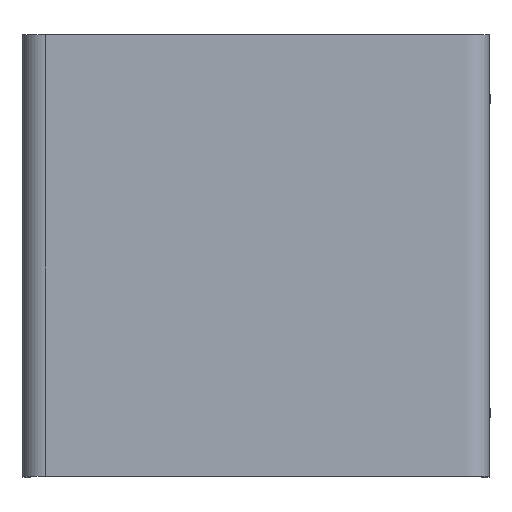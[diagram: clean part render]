
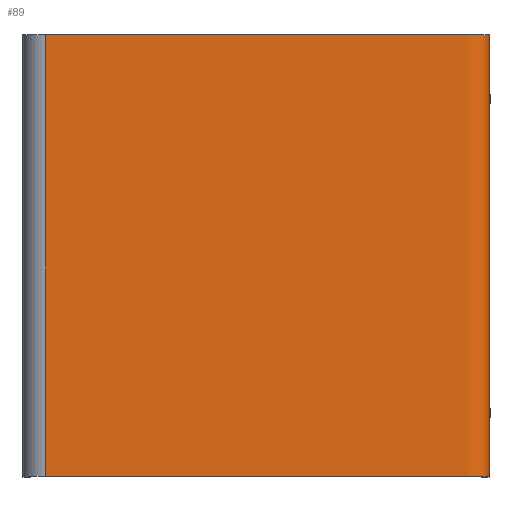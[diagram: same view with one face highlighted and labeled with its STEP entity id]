
A CAD part, top view. The second image highlights one B-rep face of the part: STEP entity #89.
In plain terms, the highlighted free-form (B-spline) face has degree [2, 1] with [7, 2] control points.
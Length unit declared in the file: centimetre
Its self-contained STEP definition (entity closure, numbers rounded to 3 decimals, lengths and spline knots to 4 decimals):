
#11=FACE_BOUND($,#212,.T.);
#12=FACE_BOUND($,#213,.T.);
#89=ADVANCED_FACE($,(#150,#11,#12),#716,.T.);
#150=FACE_OUTER_BOUND($,#211,.T.);
#211=EDGE_LOOP($,(#406,#407,#408,#409));
#212=EDGE_LOOP($,(#410,#411));
#213=EDGE_LOOP($,(#412,#413));
#406=ORIENTED_EDGE($,*,*,#574,.T.);
#407=ORIENTED_EDGE($,*,*,#570,.T.);
#408=ORIENTED_EDGE($,*,*,#564,.F.);
#409=ORIENTED_EDGE($,*,*,#566,.F.);
#410=ORIENTED_EDGE($,*,*,#578,.T.);
#411=ORIENTED_EDGE($,*,*,#591,.T.);
#412=ORIENTED_EDGE($,*,*,#594,.F.);
#413=ORIENTED_EDGE($,*,*,#581,.F.);
#564=EDGE_CURVE($,#650,#651,#833,.T.);
#566=EDGE_CURVE($,#652,#650,#761,.T.);
#570=EDGE_CURVE($,#656,#651,#763,.T.);
#574=EDGE_CURVE($,#652,#656,#838,.T.);
#578=EDGE_CURVE($,#660,#669,#765,.T.);
#581=EDGE_CURVE($,#662,#671,#767,.T.);
#591=EDGE_CURVE($,#669,#660,#773,.T.);
#594=EDGE_CURVE($,#671,#662,#775,.T.);
#650=VERTEX_POINT($,#1972);
#651=VERTEX_POINT($,#1973);
#652=VERTEX_POINT($,#1974);
#656=VERTEX_POINT($,#1978);
#660=VERTEX_POINT($,#1982);
#662=VERTEX_POINT($,#1984);
#669=VERTEX_POINT($,#1991);
#671=VERTEX_POINT($,#1993);
#716=(
BOUNDED_SURFACE()
B_SPLINE_SURFACE(2,1,((#1843,#1844),(#1845,#1846),(#1847,#1848),(#1849,#1850),
(#1851,#1852),(#1853,#1854),(#1855,#1856)),.UNSPECIFIED.,.F.,.F.,.F.)
B_SPLINE_SURFACE_WITH_KNOTS((3,2,2,3),(2,2),(-267.5686,-224.6686,
-222.3124,-164.6124),(0.,45.),.UNSPECIFIED.)
GEOMETRIC_REPRESENTATION_ITEM()
RATIONAL_B_SPLINE_SURFACE(((1.,1.),(1.,1.),(1.,1.),(0.707,0.707),
(1.,1.),(1.,1.),(1.,1.)))
REPRESENTATION_ITEM($)
SURFACE()
);
#761=(
BOUNDED_CURVE()
B_SPLINE_CURVE(2,(#1694,#1695,#1696,#1697,#1698,#1699,#1700),.UNSPECIFIED.,
.F.,.F.)
B_SPLINE_CURVE_WITH_KNOTS((3,2,2,3),(164.6124,222.3124,224.6686,
267.5686),.UNSPECIFIED.)
CURVE()
GEOMETRIC_REPRESENTATION_ITEM()
RATIONAL_B_SPLINE_CURVE((1.,1.,1.,0.707,1.,1.,1.))
REPRESENTATION_ITEM($)
);
#763=(
BOUNDED_CURVE()
B_SPLINE_CURVE(2,(#1716,#1717,#1718,#1719,#1720,#1721,#1722),.UNSPECIFIED.,
.F.,.F.)
B_SPLINE_CURVE_WITH_KNOTS((3,2,2,3),(164.6124,222.3124,224.6686,
267.5686),.UNSPECIFIED.)
CURVE()
GEOMETRIC_REPRESENTATION_ITEM()
RATIONAL_B_SPLINE_CURVE((1.,1.,1.,0.707,1.,1.,1.))
REPRESENTATION_ITEM($)
);
#765=(
BOUNDED_CURVE()
B_SPLINE_CURVE(2,(#1746,#1747,#1748,#1749,#1750),.UNSPECIFIED.,.F.,.F.)
B_SPLINE_CURVE_WITH_KNOTS((3,2,3),(0.,0.5497,1.0994),
.UNSPECIFIED.)
CURVE()
GEOMETRIC_REPRESENTATION_ITEM()
RATIONAL_B_SPLINE_CURVE((1.,0.707,1.,0.707,1.))
REPRESENTATION_ITEM($)
);
#767=(
BOUNDED_CURVE()
B_SPLINE_CURVE(2,(#1758,#1759,#1760,#1761,#1762),.UNSPECIFIED.,.F.,.F.)
B_SPLINE_CURVE_WITH_KNOTS((3,2,3),(0.,0.5497,1.0994),
.UNSPECIFIED.)
CURVE()
GEOMETRIC_REPRESENTATION_ITEM()
RATIONAL_B_SPLINE_CURVE((1.,0.707,1.,0.707,1.))
REPRESENTATION_ITEM($)
);
#773=(
BOUNDED_CURVE()
B_SPLINE_CURVE(2,(#1796,#1797,#1798,#1799,#1800),.UNSPECIFIED.,.F.,.F.)
B_SPLINE_CURVE_WITH_KNOTS((3,2,3),(1.0994,1.6491,2.1988),
.UNSPECIFIED.)
CURVE()
GEOMETRIC_REPRESENTATION_ITEM()
RATIONAL_B_SPLINE_CURVE((1.,0.707,1.,0.707,1.))
REPRESENTATION_ITEM($)
);
#775=(
BOUNDED_CURVE()
B_SPLINE_CURVE(2,(#1808,#1809,#1810,#1811,#1812),.UNSPECIFIED.,.F.,.F.)
B_SPLINE_CURVE_WITH_KNOTS((3,2,3),(1.0994,1.6491,2.1988),
.UNSPECIFIED.)
CURVE()
GEOMETRIC_REPRESENTATION_ITEM()
RATIONAL_B_SPLINE_CURVE((1.,0.707,1.,0.707,1.))
REPRESENTATION_ITEM($)
);
#833=B_SPLINE_CURVE_WITH_KNOTS($,1,(#1687,#1688),.UNSPECIFIED.,.F.,.F.,(2,
2),(0.,45.),.UNSPECIFIED.);
#838=B_SPLINE_CURVE_WITH_KNOTS($,1,(#1738,#1739),.UNSPECIFIED.,.F.,.F.,(2,
2),(0.,45.),.UNSPECIFIED.);
#1687=CARTESIAN_POINT($,(2.3,0.,60.));
#1688=CARTESIAN_POINT($,(2.3,45.,60.));
#1694=CARTESIAN_POINT($,(47.5,0.,0.));
#1695=CARTESIAN_POINT($,(47.5,0.,28.85));
#1696=CARTESIAN_POINT($,(47.5,0.,57.7));
#1697=CARTESIAN_POINT($,(47.5,0.,60.));
#1698=CARTESIAN_POINT($,(45.2,0.,60.));
#1699=CARTESIAN_POINT($,(23.75,0.,60.));
#1700=CARTESIAN_POINT($,(2.3,0.,60.));
#1716=CARTESIAN_POINT($,(47.5,45.,0.));
#1717=CARTESIAN_POINT($,(47.5,45.,28.85));
#1718=CARTESIAN_POINT($,(47.5,45.,57.7));
#1719=CARTESIAN_POINT($,(47.5,45.,60.));
#1720=CARTESIAN_POINT($,(45.2,45.,60.));
#1721=CARTESIAN_POINT($,(23.75,45.,60.));
#1722=CARTESIAN_POINT($,(2.3,45.,60.));
#1738=CARTESIAN_POINT($,(47.5,0.,0.));
#1739=CARTESIAN_POINT($,(47.5,45.,0.));
#1746=CARTESIAN_POINT($,(47.5,38.85,36.));
#1747=CARTESIAN_POINT($,(47.5,38.85,35.65));
#1748=CARTESIAN_POINT($,(47.5,38.5,35.65));
#1749=CARTESIAN_POINT($,(47.5,38.15,35.65));
#1750=CARTESIAN_POINT($,(47.5,38.15,36.));
#1758=CARTESIAN_POINT($,(47.5,6.15,36.));
#1759=CARTESIAN_POINT($,(47.5,6.15,35.65));
#1760=CARTESIAN_POINT($,(47.5,6.5,35.65));
#1761=CARTESIAN_POINT($,(47.5,6.85,35.65));
#1762=CARTESIAN_POINT($,(47.5,6.85,36.));
#1796=CARTESIAN_POINT($,(47.5,38.15,36.));
#1797=CARTESIAN_POINT($,(47.5,38.15,36.35));
#1798=CARTESIAN_POINT($,(47.5,38.5,36.35));
#1799=CARTESIAN_POINT($,(47.5,38.85,36.35));
#1800=CARTESIAN_POINT($,(47.5,38.85,36.));
#1808=CARTESIAN_POINT($,(47.5,6.85,36.));
#1809=CARTESIAN_POINT($,(47.5,6.85,36.35));
#1810=CARTESIAN_POINT($,(47.5,6.5,36.35));
#1811=CARTESIAN_POINT($,(47.5,6.15,36.35));
#1812=CARTESIAN_POINT($,(47.5,6.15,36.));
#1843=CARTESIAN_POINT($,(2.3,0.,60.));
#1844=CARTESIAN_POINT($,(2.3,45.,60.));
#1845=CARTESIAN_POINT($,(23.75,0.,60.));
#1846=CARTESIAN_POINT($,(23.75,45.,60.));
#1847=CARTESIAN_POINT($,(45.2,0.,60.));
#1848=CARTESIAN_POINT($,(45.2,45.,60.));
#1849=CARTESIAN_POINT($,(47.5,0.,60.));
#1850=CARTESIAN_POINT($,(47.5,45.,60.));
#1851=CARTESIAN_POINT($,(47.5,0.,57.7));
#1852=CARTESIAN_POINT($,(47.5,45.,57.7));
#1853=CARTESIAN_POINT($,(47.5,0.,28.85));
#1854=CARTESIAN_POINT($,(47.5,45.,28.85));
#1855=CARTESIAN_POINT($,(47.5,0.,0.));
#1856=CARTESIAN_POINT($,(47.5,45.,0.));
#1972=CARTESIAN_POINT($,(2.3,0.,60.));
#1973=CARTESIAN_POINT($,(2.3,45.,60.));
#1974=CARTESIAN_POINT($,(47.5,0.,0.));
#1978=CARTESIAN_POINT($,(47.5,45.,0.));
#1982=CARTESIAN_POINT($,(47.5,38.85,36.));
#1984=CARTESIAN_POINT($,(47.5,6.15,36.));
#1991=CARTESIAN_POINT($,(47.5,38.15,36.));
#1993=CARTESIAN_POINT($,(47.5,6.85,36.));
